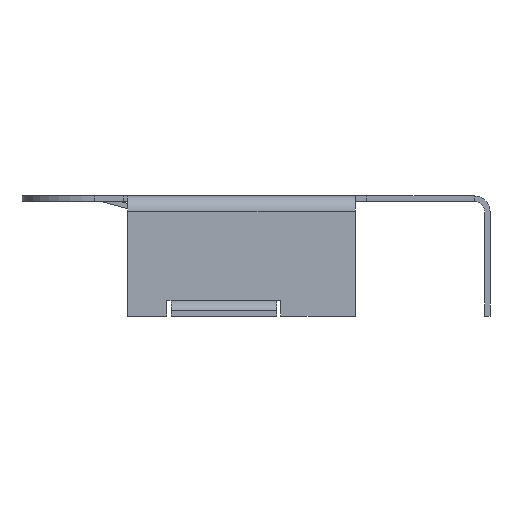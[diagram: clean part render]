
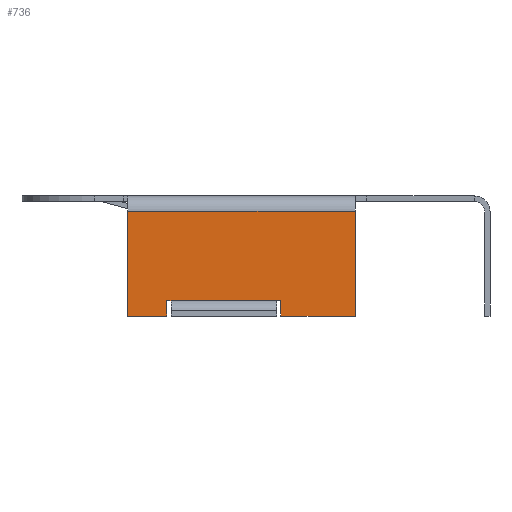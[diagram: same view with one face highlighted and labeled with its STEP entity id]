
A CAD part, left-side view. The second image highlights one B-rep face of the part: STEP entity #736.
In plain terms, the highlighted planar face has unit normal (-1, 0, 0).
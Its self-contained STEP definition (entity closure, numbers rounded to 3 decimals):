
#24 = EDGE_CURVE ( 'NONE', #450, #1342, #2045, .T. ) ;
#55 = CARTESIAN_POINT ( 'NONE',  ( -12.7, 18.7, 0. ) ) ;
#227 = LINE ( 'NONE', #637, #887 ) ;
#236 = DIRECTION ( 'NONE',  ( 0., -1., 0. ) ) ;
#266 = FACE_OUTER_BOUND ( 'NONE', #1277, .T. ) ;
#273 = DIRECTION ( 'NONE',  ( 0., 0., 1. ) ) ;
#276 = VERTEX_POINT ( 'NONE', #421 ) ;
#319 = VERTEX_POINT ( 'NONE', #898 ) ;
#353 = VERTEX_POINT ( 'NONE', #2400 ) ;
#392 = VECTOR ( 'NONE', #1032, 1000. ) ;
#404 = EDGE_CURVE ( 'NONE', #319, #2701, #2438, .T. ) ;
#415 = ORIENTED_EDGE ( 'NONE', *, *, #1210, .F. ) ;
#421 = CARTESIAN_POINT ( 'NONE',  ( -12.7, 6.2, 5.05 ) ) ;
#427 = AXIS2_PLACEMENT_3D ( 'NONE', #1588, #2012, #1564 ) ;
#443 = CARTESIAN_POINT ( 'NONE',  ( -12.7, 18.7, 0.75 ) ) ;
#450 = VERTEX_POINT ( 'NONE', #1001 ) ;
#452 = EDGE_CURVE ( 'NONE', #353, #2603, #1858, .T. ) ;
#485 = LINE ( 'NONE', #55, #1016 ) ;
#515 = PLANE ( 'NONE',  #427 ) ;
#566 = CARTESIAN_POINT ( 'NONE',  ( -12.7, -4.8, 0. ) ) ;
#568 = ORIENTED_EDGE ( 'NONE', *, *, #2681, .F. ) ;
#603 = VECTOR ( 'NONE', #2037, 1000. ) ;
#631 = EDGE_CURVE ( 'NONE', #276, #319, #1306, .T. ) ;
#637 = CARTESIAN_POINT ( 'NONE',  ( -12.7, 18.7, 0.75 ) ) ;
#653 = CARTESIAN_POINT ( 'NONE',  ( -12.7, 6.2, 0. ) ) ;
#736 = ADVANCED_FACE ( 'NONE', ( #266 ), #515, .F. ) ;
#818 = CARTESIAN_POINT ( 'NONE',  ( -12.7, 6.2, 0.75 ) ) ;
#839 = VERTEX_POINT ( 'NONE', #1743 ) ;
#887 = VECTOR ( 'NONE', #1089, 1000. ) ;
#892 = CARTESIAN_POINT ( 'NONE',  ( -12.7, 18.7, 5.05 ) ) ;
#893 = ORIENTED_EDGE ( 'NONE', *, *, #631, .F. ) ;
#898 = CARTESIAN_POINT ( 'NONE',  ( -12.7, -4.8, 5.05 ) ) ;
#962 = CARTESIAN_POINT ( 'NONE',  ( -12.7, -4.8, 0.75 ) ) ;
#963 = ORIENTED_EDGE ( 'NONE', *, *, #1314, .F. ) ;
#969 = VECTOR ( 'NONE', #2690, 1000. ) ;
#1001 = CARTESIAN_POINT ( 'NONE',  ( -12.7, -1., 0.75 ) ) ;
#1016 = VECTOR ( 'NONE', #1977, 1000. ) ;
#1032 = DIRECTION ( 'NONE',  ( 0., 0., 1. ) ) ;
#1060 = DIRECTION ( 'NONE',  ( 0., 1., 0. ) ) ;
#1069 = VECTOR ( 'NONE', #273, 1000. ) ;
#1089 = DIRECTION ( 'NONE',  ( 0., 1., 0. ) ) ;
#1121 = ORIENTED_EDGE ( 'NONE', *, *, #2478, .F. ) ;
#1208 = DIRECTION ( 'NONE',  ( 0., 1., 0. ) ) ;
#1210 = EDGE_CURVE ( 'NONE', #1746, #450, #227, .T. ) ;
#1277 = EDGE_LOOP ( 'NONE', ( #893, #568, #2295, #1948, #1690, #2762, #415, #1121, #963, #2049 ) ) ;
#1306 = LINE ( 'NONE', #892, #2399 ) ;
#1314 = EDGE_CURVE ( 'NONE', #2701, #839, #485, .T. ) ;
#1334 = VECTOR ( 'NONE', #2665, 1000. ) ;
#1342 = VERTEX_POINT ( 'NONE', #2615 ) ;
#1347 = EDGE_CURVE ( 'NONE', #2603, #2440, #1385, .T. ) ;
#1385 = LINE ( 'NONE', #2402, #1334 ) ;
#1433 = CARTESIAN_POINT ( 'NONE',  ( -12.7, 18.7, 0.75 ) ) ;
#1564 = DIRECTION ( 'NONE',  ( 0., 1., 0. ) ) ;
#1571 = CARTESIAN_POINT ( 'NONE',  ( -12.7, 4.3, 0. ) ) ;
#1588 = CARTESIAN_POINT ( 'NONE',  ( -12.7, 18.7, 0.75 ) ) ;
#1673 = LINE ( 'NONE', #818, #392 ) ;
#1690 = ORIENTED_EDGE ( 'NONE', *, *, #2445, .F. ) ;
#1743 = CARTESIAN_POINT ( 'NONE',  ( -12.7, -1.2, 0. ) ) ;
#1746 = VERTEX_POINT ( 'NONE', #2640 ) ;
#1858 = LINE ( 'NONE', #2468, #969 ) ;
#1866 = VECTOR ( 'NONE', #1208, 1000. ) ;
#1878 = VECTOR ( 'NONE', #1060, 1000. ) ;
#1948 = ORIENTED_EDGE ( 'NONE', *, *, #452, .F. ) ;
#1977 = DIRECTION ( 'NONE',  ( 0., 1., 0. ) ) ;
#2012 = DIRECTION ( 'NONE',  ( 1., 0., 0. ) ) ;
#2037 = DIRECTION ( 'NONE',  ( 0., 0., -1. ) ) ;
#2045 = LINE ( 'NONE', #1433, #1866 ) ;
#2049 = ORIENTED_EDGE ( 'NONE', *, *, #404, .F. ) ;
#2221 = CARTESIAN_POINT ( 'NONE',  ( -12.7, -1.2, 0.75 ) ) ;
#2295 = ORIENTED_EDGE ( 'NONE', *, *, #1347, .F. ) ;
#2363 = LINE ( 'NONE', #443, #1878 ) ;
#2399 = VECTOR ( 'NONE', #236, 1000. ) ;
#2400 = CARTESIAN_POINT ( 'NONE',  ( -12.7, 4.3, 0.75 ) ) ;
#2402 = CARTESIAN_POINT ( 'NONE',  ( -12.7, 18.7, 0. ) ) ;
#2438 = LINE ( 'NONE', #962, #603 ) ;
#2440 = VERTEX_POINT ( 'NONE', #653 ) ;
#2445 = EDGE_CURVE ( 'NONE', #1342, #353, #2363, .T. ) ;
#2468 = CARTESIAN_POINT ( 'NONE',  ( -12.7, 4.3, 0.75 ) ) ;
#2478 = EDGE_CURVE ( 'NONE', #839, #1746, #2770, .T. ) ;
#2603 = VERTEX_POINT ( 'NONE', #1571 ) ;
#2615 = CARTESIAN_POINT ( 'NONE',  ( -12.7, 4.1, 0.75 ) ) ;
#2640 = CARTESIAN_POINT ( 'NONE',  ( -12.7, -1.2, 0.75 ) ) ;
#2665 = DIRECTION ( 'NONE',  ( 0., 1., 0. ) ) ;
#2681 = EDGE_CURVE ( 'NONE', #2440, #276, #1673, .T. ) ;
#2690 = DIRECTION ( 'NONE',  ( 0., 0., -1. ) ) ;
#2701 = VERTEX_POINT ( 'NONE', #566 ) ;
#2762 = ORIENTED_EDGE ( 'NONE', *, *, #24, .F. ) ;
#2770 = LINE ( 'NONE', #2221, #1069 ) ;
